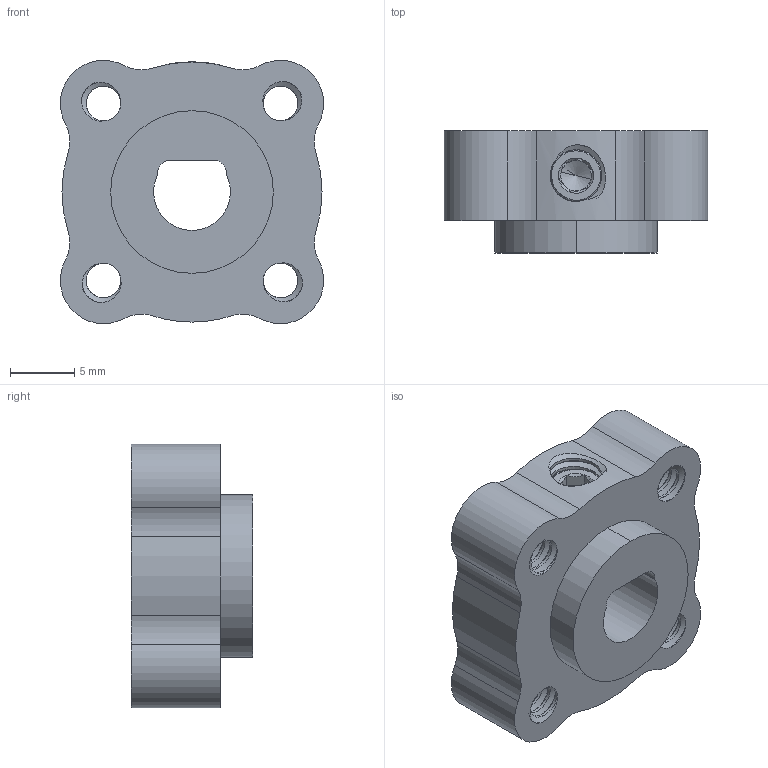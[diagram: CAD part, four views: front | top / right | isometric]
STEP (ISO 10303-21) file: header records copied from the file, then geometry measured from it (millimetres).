
FILE_DESCRIPTION (( 'STEP AP203' ), '1' );
FILE_NAME ('545578 assembly.STEP', '2016-10-04T13:35:43', ( '' ), ( '' ), 'SwSTEP 2.0', 'SolidWorks 2014', '' );
FILE_SCHEMA (( 'CONFIG_CONTROL_DESIGN' ));
Length unit declared in the file: inch
Products named in the file (3): 545578; 632138_91375A438; 545578 assembly
Assembly tree (2 placements, depth 2):
  545578 assembly
    545578
    632138_91375A438
Bounding box: 20.57 x 9.53 x 20.57 mm (x, y, z)
Volume: 2564.3 mm3; surface area: 2234.2 mm2
Topology: 2 solids, 2 shells, 293 faces, 847 edges, 555 vertices
Faces by surface type: cylinder 246, plane 18, cone 16, bspline 13
Entity records: 18178 total; most frequent: CARTESIAN_POINT 11527, ORIENTED_EDGE 1686, DIRECTION 1024, EDGE_CURVE 843, VERTEX_POINT 555, AXIS2_PLACEMENT_3D 379, EDGE_LOOP 306, FACE_OUTER_BOUND 293
